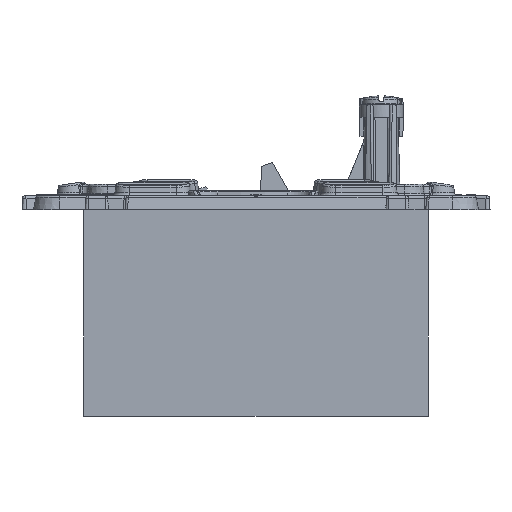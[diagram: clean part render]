
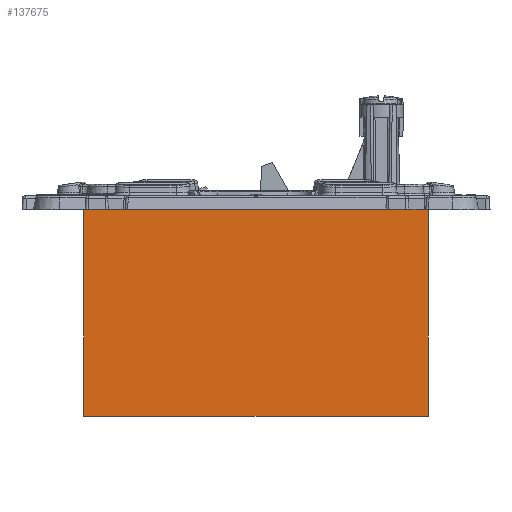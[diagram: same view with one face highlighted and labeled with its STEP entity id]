
A CAD part, left-side view. The second image highlights one B-rep face of the part: STEP entity #137675.
In plain terms, the highlighted planar face has unit normal (-1, 0, 0).
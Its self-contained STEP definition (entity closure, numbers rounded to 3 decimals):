
#137613=AXIS2_PLACEMENT_3D('Plane Axis2P3D',#137610,#137611,#137612) ;
#12352=CARTESIAN_POINT('Vertex',(-27.5,-9.65,0.)) ;
#14677=CARTESIAN_POINT('Vertex',(-27.5,26.793,0.)) ;
#16688=CARTESIAN_POINT('Vertex',(-27.5,-18.37,0.)) ;
#16734=CARTESIAN_POINT('Vertex',(-27.5,-26.793,0.)) ;
#17904=CARTESIAN_POINT('Vertex',(-27.5,10.663,0.)) ;
#18055=CARTESIAN_POINT('Vertex',(-27.5,-12.028,0.)) ;
#35998=CARTESIAN_POINT('Vertex',(-27.5,-10.663,0.)) ;
#36054=CARTESIAN_POINT('Vertex',(-27.5,12.028,0.)) ;
#39476=CARTESIAN_POINT('Vertex',(-27.5,9.334,0.)) ;
#39486=CARTESIAN_POINT('Vertex',(-27.5,4.163,0.)) ;
#123337=CARTESIAN_POINT('Vertex',(-27.5,-8.086,0.)) ;
#126838=CARTESIAN_POINT('Vertex',(-27.5,27.5,0.)) ;
#126841=CARTESIAN_POINT('Line Origine',(-27.5,27.146,0.)) ;
#126850=CARTESIAN_POINT('Vertex',(-27.5,18.462,0.)) ;
#126853=CARTESIAN_POINT('Line Origine',(-27.5,15.245,0.)) ;
#126858=CARTESIAN_POINT('Line Origine',(-27.5,9.999,0.)) ;
#126863=CARTESIAN_POINT('Line Origine',(-27.5,-1.961,0.)) ;
#126868=CARTESIAN_POINT('Line Origine',(-27.5,-10.156,0.)) ;
#126873=CARTESIAN_POINT('Line Origine',(-27.5,-15.199,0.)) ;
#126878=CARTESIAN_POINT('Line Origine',(-27.5,-27.146,0.)) ;
#126882=CARTESIAN_POINT('Vertex',(-27.5,-27.5,0.)) ;
#137548=CARTESIAN_POINT('Vertex',(-27.5,27.5,-33.)) ;
#137551=CARTESIAN_POINT('Line Origine',(-27.5,27.5,-16.5)) ;
#137610=CARTESIAN_POINT('Axis2P3D Location',(-27.5,-27.5,0.)) ;
#137615=CARTESIAN_POINT('Line Origine',(-27.5,0.,-33.)) ;
#137619=CARTESIAN_POINT('Vertex',(-27.5,-27.5,-33.)) ;
#137622=CARTESIAN_POINT('Line Origine',(-27.5,-27.5,-16.5)) ;
#137627=CARTESIAN_POINT('Line Origine',(-27.5,-22.581,0.)) ;
#137632=CARTESIAN_POINT('Line Origine',(-27.5,-11.345,0.)) ;
#137637=CARTESIAN_POINT('Line Origine',(-27.5,-8.868,0.)) ;
#137642=CARTESIAN_POINT('Line Origine',(-27.5,6.749,0.)) ;
#137647=CARTESIAN_POINT('Line Origine',(-27.5,11.345,0.)) ;
#137652=CARTESIAN_POINT('Line Origine',(-27.5,22.627,0.)) ;
#126842=DIRECTION('Vector Direction',(0.,1.,0.)) ;
#126854=DIRECTION('Vector Direction',(0.,1.,0.)) ;
#126859=DIRECTION('Vector Direction',(0.,1.,0.)) ;
#126864=DIRECTION('Vector Direction',(0.,1.,0.)) ;
#126869=DIRECTION('Vector Direction',(0.,1.,0.)) ;
#126874=DIRECTION('Vector Direction',(0.,1.,0.)) ;
#126879=DIRECTION('Vector Direction',(0.,1.,0.)) ;
#137552=DIRECTION('Vector Direction',(0.,0.,-1.)) ;
#137611=DIRECTION('Axis2P3D Direction',(-1.,0.,0.)) ;
#137612=DIRECTION('Axis2P3D XDirection',(0.,1.,0.)) ;
#137616=DIRECTION('Vector Direction',(0.,1.,0.)) ;
#137623=DIRECTION('Vector Direction',(0.,0.,-1.)) ;
#137628=DIRECTION('Vector Direction',(0.,1.,0.)) ;
#137633=DIRECTION('Vector Direction',(0.,1.,0.)) ;
#137638=DIRECTION('Vector Direction',(0.,1.,0.)) ;
#137643=DIRECTION('Vector Direction',(0.,1.,0.)) ;
#137648=DIRECTION('Vector Direction',(0.,1.,0.)) ;
#137653=DIRECTION('Vector Direction',(0.,1.,0.)) ;
#126843=VECTOR('Line Direction',#126842,1.) ;
#126855=VECTOR('Line Direction',#126854,1.) ;
#126860=VECTOR('Line Direction',#126859,1.) ;
#126865=VECTOR('Line Direction',#126864,1.) ;
#126870=VECTOR('Line Direction',#126869,1.) ;
#126875=VECTOR('Line Direction',#126874,1.) ;
#126880=VECTOR('Line Direction',#126879,1.) ;
#137553=VECTOR('Line Direction',#137552,1.) ;
#137617=VECTOR('Line Direction',#137616,1.) ;
#137624=VECTOR('Line Direction',#137623,1.) ;
#137629=VECTOR('Line Direction',#137628,1.) ;
#137634=VECTOR('Line Direction',#137633,1.) ;
#137639=VECTOR('Line Direction',#137638,1.) ;
#137644=VECTOR('Line Direction',#137643,1.) ;
#137649=VECTOR('Line Direction',#137648,1.) ;
#137654=VECTOR('Line Direction',#137653,1.) ;
#137658=ORIENTED_EDGE('',*,*,#137621,.T.) ;
#137659=ORIENTED_EDGE('',*,*,#137626,.F.) ;
#137660=ORIENTED_EDGE('',*,*,#126884,.F.) ;
#137661=ORIENTED_EDGE('',*,*,#137631,.F.) ;
#137662=ORIENTED_EDGE('',*,*,#126877,.F.) ;
#137663=ORIENTED_EDGE('',*,*,#137636,.F.) ;
#137664=ORIENTED_EDGE('',*,*,#126872,.F.) ;
#137665=ORIENTED_EDGE('',*,*,#137641,.F.) ;
#137666=ORIENTED_EDGE('',*,*,#126867,.F.) ;
#137667=ORIENTED_EDGE('',*,*,#137646,.F.) ;
#137668=ORIENTED_EDGE('',*,*,#126862,.F.) ;
#137669=ORIENTED_EDGE('',*,*,#137651,.F.) ;
#137670=ORIENTED_EDGE('',*,*,#126857,.F.) ;
#137671=ORIENTED_EDGE('',*,*,#137656,.F.) ;
#137672=ORIENTED_EDGE('',*,*,#126845,.F.) ;
#137673=ORIENTED_EDGE('',*,*,#137555,.T.) ;
#137675=ADVANCED_FACE('PartBody',(#137674),#137614,.T.) ;
#126845=EDGE_CURVE('',#126839,#14678,#126844,.F.) ;
#126857=EDGE_CURVE('',#126851,#36055,#126856,.F.) ;
#126862=EDGE_CURVE('',#17905,#39477,#126861,.F.) ;
#126867=EDGE_CURVE('',#39487,#123338,#126866,.F.) ;
#126872=EDGE_CURVE('',#12353,#35999,#126871,.F.) ;
#126877=EDGE_CURVE('',#18056,#16689,#126876,.F.) ;
#126884=EDGE_CURVE('',#16735,#126883,#126881,.F.) ;
#137555=EDGE_CURVE('',#126839,#137549,#137554,.T.) ;
#137621=EDGE_CURVE('',#137549,#137620,#137618,.F.) ;
#137626=EDGE_CURVE('',#126883,#137620,#137625,.T.) ;
#137631=EDGE_CURVE('',#16689,#16735,#137630,.F.) ;
#137636=EDGE_CURVE('',#35999,#18056,#137635,.F.) ;
#137641=EDGE_CURVE('',#123338,#12353,#137640,.F.) ;
#137646=EDGE_CURVE('',#39477,#39487,#137645,.F.) ;
#137651=EDGE_CURVE('',#36055,#17905,#137650,.F.) ;
#137656=EDGE_CURVE('',#14678,#126851,#137655,.F.) ;
#137657=EDGE_LOOP('',(#137658,#137659,#137660,#137661,#137662,#137663,#137664,#137665,#137666,#137667,#137668,#137669,#137670,#137671,#137672,#137673)) ;
#137674=FACE_OUTER_BOUND('',#137657,.T.) ;
#126844=LINE('Line',#126841,#126843) ;
#126856=LINE('Line',#126853,#126855) ;
#126861=LINE('Line',#126858,#126860) ;
#126866=LINE('Line',#126863,#126865) ;
#126871=LINE('Line',#126868,#126870) ;
#126876=LINE('Line',#126873,#126875) ;
#126881=LINE('Line',#126878,#126880) ;
#137554=LINE('Line',#137551,#137553) ;
#137618=LINE('Line',#137615,#137617) ;
#137625=LINE('Line',#137622,#137624) ;
#137630=LINE('Line',#137627,#137629) ;
#137635=LINE('Line',#137632,#137634) ;
#137640=LINE('Line',#137637,#137639) ;
#137645=LINE('Line',#137642,#137644) ;
#137650=LINE('Line',#137647,#137649) ;
#137655=LINE('Line',#137652,#137654) ;
#137614=PLANE('',#137613) ;
#12353=VERTEX_POINT('',#12352) ;
#14678=VERTEX_POINT('',#14677) ;
#16689=VERTEX_POINT('',#16688) ;
#16735=VERTEX_POINT('',#16734) ;
#17905=VERTEX_POINT('',#17904) ;
#18056=VERTEX_POINT('',#18055) ;
#35999=VERTEX_POINT('',#35998) ;
#36055=VERTEX_POINT('',#36054) ;
#39477=VERTEX_POINT('',#39476) ;
#39487=VERTEX_POINT('',#39486) ;
#123338=VERTEX_POINT('',#123337) ;
#126839=VERTEX_POINT('',#126838) ;
#126851=VERTEX_POINT('',#126850) ;
#126883=VERTEX_POINT('',#126882) ;
#137549=VERTEX_POINT('',#137548) ;
#137620=VERTEX_POINT('',#137619) ;
